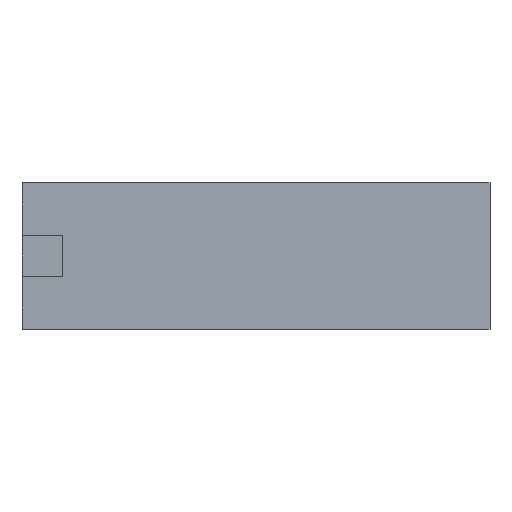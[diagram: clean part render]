
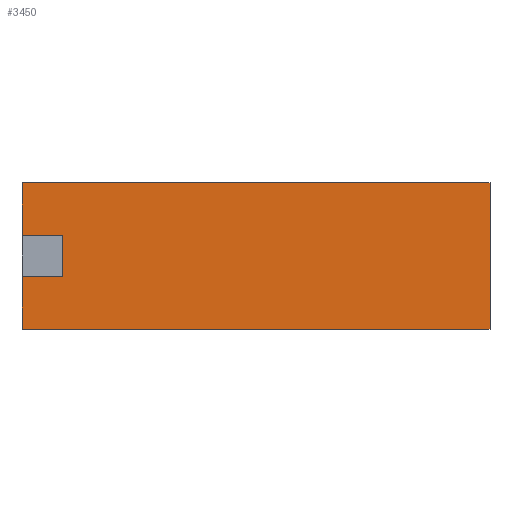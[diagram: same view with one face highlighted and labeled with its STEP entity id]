
A CAD part, front view. The second image highlights one B-rep face of the part: STEP entity #3450.
In plain terms, the highlighted planar face has unit normal (0, -1, 0).
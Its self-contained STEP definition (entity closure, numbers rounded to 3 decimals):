
#499=FACE_OUTER_BOUND('',#738,.T.);
#738=EDGE_LOOP('',(#3125,#3126,#3127,#3128,#3129,#3130,#3131,#3132));
#884=LINE('',#5166,#1207);
#915=LINE('',#5240,#1238);
#919=LINE('',#5252,#1242);
#928=LINE('',#5289,#1251);
#929=LINE('',#5292,#1252);
#1060=LINE('',#6612,#1383);
#1061=LINE('',#6614,#1384);
#1062=LINE('',#6615,#1385);
#1207=VECTOR('',#4152,10.);
#1238=VECTOR('',#4231,10.);
#1242=VECTOR('',#4239,10.);
#1251=VECTOR('',#4270,10.);
#1252=VECTOR('',#4273,10.);
#1383=VECTOR('',#4694,10.);
#1384=VECTOR('',#4697,10.);
#1385=VECTOR('',#4698,10.);
#1518=VERTEX_POINT('',#5163);
#1519=VERTEX_POINT('',#5165);
#1536=VERTEX_POINT('',#5236);
#1538=VERTEX_POINT('',#5239);
#1543=VERTEX_POINT('',#5249);
#1544=VERTEX_POINT('',#5251);
#1561=VERTEX_POINT('',#5287);
#1562=VERTEX_POINT('',#5291);
#1892=EDGE_CURVE('',#1519,#1518,#884,.T.);
#1929=EDGE_CURVE('',#1536,#1538,#915,.T.);
#1935=EDGE_CURVE('',#1543,#1544,#919,.T.);
#1954=EDGE_CURVE('',#1536,#1561,#928,.T.);
#1955=EDGE_CURVE('',#1562,#1544,#929,.T.);
#2186=EDGE_CURVE('',#1562,#1561,#1060,.T.);
#2187=EDGE_CURVE('',#1519,#1543,#1061,.T.);
#2188=EDGE_CURVE('',#1518,#1538,#1062,.T.);
#3125=ORIENTED_EDGE('',*,*,#2187,.F.);
#3126=ORIENTED_EDGE('',*,*,#1892,.T.);
#3127=ORIENTED_EDGE('',*,*,#2188,.T.);
#3128=ORIENTED_EDGE('',*,*,#1929,.F.);
#3129=ORIENTED_EDGE('',*,*,#1954,.T.);
#3130=ORIENTED_EDGE('',*,*,#2186,.F.);
#3131=ORIENTED_EDGE('',*,*,#1955,.T.);
#3132=ORIENTED_EDGE('',*,*,#1935,.F.);
#3266=PLANE('',#3786);
#3450=ADVANCED_FACE('',(#499),#3266,.T.);
#3786=AXIS2_PLACEMENT_3D('',#6613,#4695,#4696);
#4152=DIRECTION('',(0.,0.,1.));
#4231=DIRECTION('',(0.,0.,1.));
#4239=DIRECTION('',(0.,0.,1.));
#4270=DIRECTION('',(1.,0.,0.));
#4273=DIRECTION('',(-1.,0.,0.));
#4694=DIRECTION('',(0.,0.,1.));
#4695=DIRECTION('center_axis',(0.,-1.,0.));
#4696=DIRECTION('ref_axis',(0.,0.,1.));
#4697=DIRECTION('',(-1.,0.,0.));
#4698=DIRECTION('',(-1.,0.,0.));
#5163=CARTESIAN_POINT('',(135.5,-3.,36.));
#5165=CARTESIAN_POINT('',(135.5,-3.,-36.));
#5166=CARTESIAN_POINT('',(135.5,-3.,36.));
#5236=CARTESIAN_POINT('',(-94.5,-3.,10.15));
#5239=CARTESIAN_POINT('',(-94.5,-3.,36.));
#5240=CARTESIAN_POINT('',(-94.5,-3.,-18.));
#5249=CARTESIAN_POINT('',(-94.5,-3.,-36.));
#5251=CARTESIAN_POINT('',(-94.5,-3.,-10.15));
#5252=CARTESIAN_POINT('',(-94.5,-3.,-18.));
#5287=CARTESIAN_POINT('',(-74.5,-3.,10.15));
#5289=CARTESIAN_POINT('',(5.25,-3.,10.15));
#5291=CARTESIAN_POINT('',(-74.5,-3.,-10.15));
#5292=CARTESIAN_POINT('',(-14.25,-3.,-10.15));
#6612=CARTESIAN_POINT('',(-74.5,-3.,-5.075));
#6613=CARTESIAN_POINT('Origin',(71.5,-3.,-36.));
#6614=CARTESIAN_POINT('',(71.5,-3.,-36.));
#6615=CARTESIAN_POINT('',(71.5,-3.,36.));
